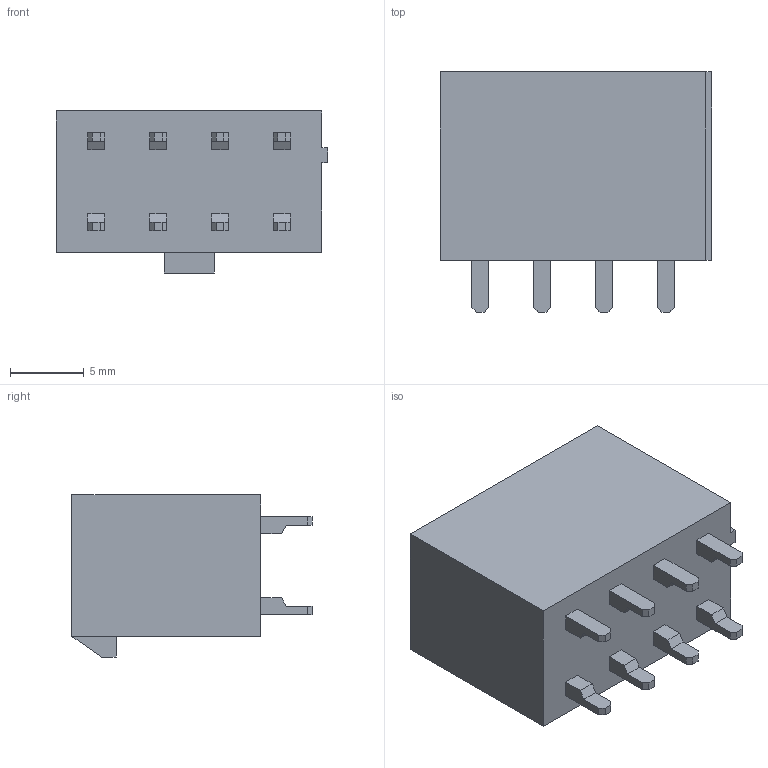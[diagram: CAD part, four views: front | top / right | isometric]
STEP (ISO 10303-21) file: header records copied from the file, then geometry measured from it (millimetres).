
FILE_DESCRIPTION (( 'STEP AP214' ), '1' );
FILE_NAME ('5900-W08ST.STEP', '2022-05-02T11:07:04', ( '' ), ( '' ), 'SwSTEP 2.0', 'SolidWorks 2017', '' );
FILE_SCHEMA (( 'AUTOMOTIVE_DESIGN' ));
Length unit declared in the file: millimetre
Products named in the file (3): A^5900-WxxST ASS; 5900-WxxST_08; 5900-W08ST
Assembly tree (9 placements, depth 2):
  5900-W08ST
    5900-WxxST_08
    A^5900-WxxST ASS  x8
Bounding box: 18.4 x 16.3 x 11 mm (x, y, z)
Volume: 1157.3 mm3; surface area: 2384.8 mm2
Topology: 9 solids, 9 shells, 135 faces, 325 edges, 216 vertices
Faces by surface type: plane 135
Entity records: 2021 total; most frequent: CARTESIAN_POINT 338, ORIENTED_EDGE 314, DIRECTION 311, LINE 157, VECTOR 157, EDGE_CURVE 157, VERTEX_POINT 104, AXIS2_PLACEMENT_3D 77
